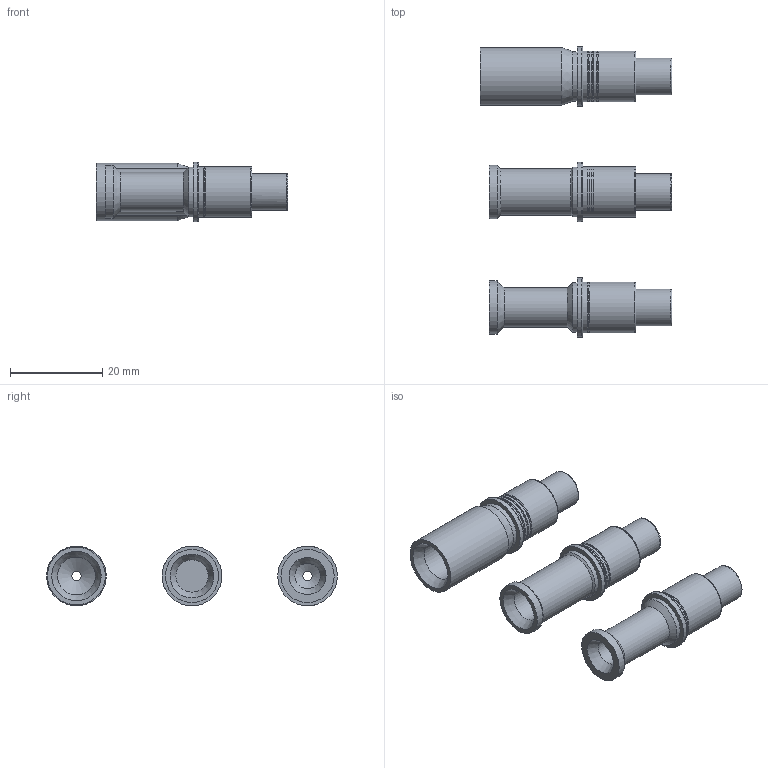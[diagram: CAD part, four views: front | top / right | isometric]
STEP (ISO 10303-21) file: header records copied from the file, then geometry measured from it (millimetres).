
FILE_DESCRIPTION(/* description */ (''),/* implementation_level */ '2;1');
FILE_NAME(/* name */ 'n 02 060 611x 001nxc001-02.stp',/* time_stamp */ '2021-12-09T08:24:43+01:00',/* author */ (''),/* organization */ (''),/* preprocessor_version */ 'ST-DEVELOPER v16.7',/* originating_system */ 'SIEMENS PLM Software NX 12.0',/* authorisation */ '');
FILE_SCHEMA (('AUTOMOTIVE_DESIGN { 1 0 10303 214 3 1 1 1 }'));
Length unit declared in the file: millimetre
Products named in the file (9): n 19 060 6144 003nxm001-02; n 19 060 6148 003nxm001-02; 10-707498-001nxm001-02; n 19 060 6147 003nxm001-02; n 02 060 6114 001nxm001-04; n 02 060 6118 001nxm001-04; n 02 060 6117 001nxm001-03; n 02 060 611x 001nxm001-02; n 02 060 611x 001nxc001-02
Assembly tree (10 placements, depth 4):
  n 02 060 611x 001nxc001-02
    n 02 060 611x 001nxm001-02
      n 02 060 6117 001nxm001-03
        n 19 060 6147 003nxm001-02
        10-707498-001nxm001-02
      n 02 060 6118 001nxm001-04
        n 19 060 6148 003nxm001-02
        10-707498-001nxm001-02
      n 02 060 6114 001nxm001-04
        n 19 060 6144 003nxm001-02
        10-707498-001nxm001-02
Bounding box: 41.5 x 62.9 x 12.9 mm (x, y, z)
Volume: 7869.9 mm3; surface area: 11480.7 mm2
Topology: 10 solids, 10 shells, 442 faces, 1288 edges, 801 vertices
Faces by surface type: cylinder 196, plane 112, torus 96, cone 32, bspline 6
Full cylindrical faces by diameter (mm): 1.5 x3, 2 x3, 5.5 x1, 6 x1, 6.5 x3, 6.909 x3, 7 x2, 7.87 x3, 7.925 x3, 8 x1, 8.2 x1, 8.5 x1, 10 x2, 10.8 x10, 11 x10, 11.5 x3, 12.5 x1, 12.9 x4
Entity records: 7971 total; most frequent: CARTESIAN_POINT 2724, ORIENTED_EDGE 906, DIRECTION 889, EDGE_CURVE 453, AXIS2_PLACEMENT_3D 408, EDGE_LOOP 353, VERTEX_POINT 328, FACE_BOUND 252
